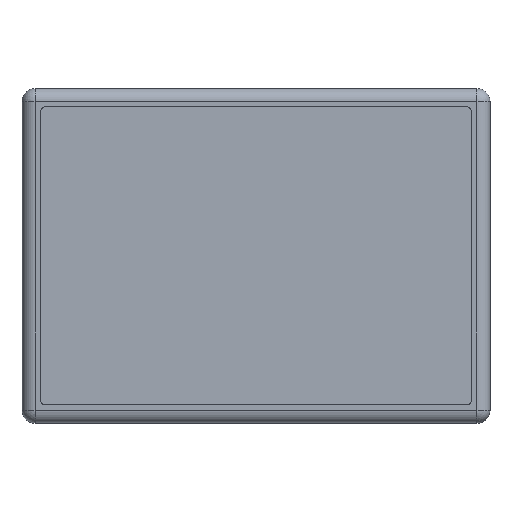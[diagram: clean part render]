
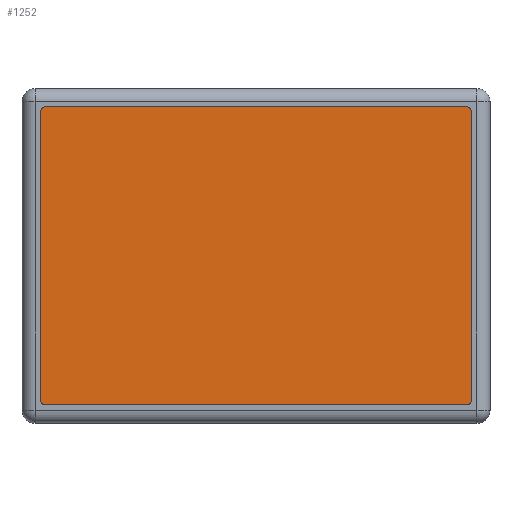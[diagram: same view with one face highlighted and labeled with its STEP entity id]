
A CAD part, top view. The second image highlights one B-rep face of the part: STEP entity #1252.
In plain terms, the highlighted planar face has unit normal (0, 0, 1).
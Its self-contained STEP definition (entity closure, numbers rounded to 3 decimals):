
#986=CARTESIAN_POINT('',(40.25,28.5,25.5));
#987=VERTEX_POINT('',#986);
#988=CARTESIAN_POINT('',(-40.25,28.5,25.5));
#989=VERTEX_POINT('',#988);
#990=CARTESIAN_POINT('',(40.25,28.5,25.5));
#991=DIRECTION('',(-1.0,0.0,0.0));
#992=VECTOR('',#991,80.5);
#993=LINE('',#990,#992);
#994=EDGE_CURVE('',#987,#989,#993,.T.);
#1026=CARTESIAN_POINT('',(-41.25,27.5,25.5));
#1027=VERTEX_POINT('',#1026);
#1028=CARTESIAN_POINT('',(-40.25,27.5,25.5));
#1029=DIRECTION('',(0.0,0.0,1.0));
#1030=DIRECTION('',(0.0,1.0,0.0));
#1031=AXIS2_PLACEMENT_3D('',#1028,#1029,#1030);
#1032=CIRCLE('',#1031,1.0);
#1033=EDGE_CURVE('',#989,#1027,#1032,.T.);
#1059=CARTESIAN_POINT('',(-41.25,-27.5,25.5));
#1060=VERTEX_POINT('',#1059);
#1061=CARTESIAN_POINT('',(-41.25,27.5,25.5));
#1062=DIRECTION('',(0.0,-1.0,0.0));
#1063=VECTOR('',#1062,55.);
#1064=LINE('',#1061,#1063);
#1065=EDGE_CURVE('',#1027,#1060,#1064,.T.);
#1090=CARTESIAN_POINT('',(-40.25,-28.5,25.5));
#1091=VERTEX_POINT('',#1090);
#1092=CARTESIAN_POINT('',(-40.25,-27.5,25.5));
#1093=DIRECTION('',(0.0,0.0,1.0));
#1094=DIRECTION('',(-1.0,0.0,0.0));
#1095=AXIS2_PLACEMENT_3D('',#1092,#1093,#1094);
#1096=CIRCLE('',#1095,1.);
#1097=EDGE_CURVE('',#1060,#1091,#1096,.T.);
#1123=CARTESIAN_POINT('',(40.25,-28.5,25.5));
#1124=VERTEX_POINT('',#1123);
#1125=CARTESIAN_POINT('',(-40.25,-28.5,25.5));
#1126=DIRECTION('',(1.0,0.0,0.0));
#1127=VECTOR('',#1126,80.5);
#1128=LINE('',#1125,#1127);
#1129=EDGE_CURVE('',#1091,#1124,#1128,.T.);
#1154=CARTESIAN_POINT('',(41.25,-27.5,25.5));
#1155=VERTEX_POINT('',#1154);
#1156=CARTESIAN_POINT('',(40.25,-27.5,25.5));
#1157=DIRECTION('',(0.0,0.0,1.0));
#1158=DIRECTION('',(0.0,-1.0,0.0));
#1159=AXIS2_PLACEMENT_3D('',#1156,#1157,#1158);
#1160=CIRCLE('',#1159,1.);
#1161=EDGE_CURVE('',#1124,#1155,#1160,.T.);
#1187=CARTESIAN_POINT('',(41.25,27.5,25.5));
#1188=VERTEX_POINT('',#1187);
#1189=CARTESIAN_POINT('',(41.25,-27.5,25.5));
#1190=DIRECTION('',(0.0,1.0,0.0));
#1191=VECTOR('',#1190,55.0);
#1192=LINE('',#1189,#1191);
#1193=EDGE_CURVE('',#1155,#1188,#1192,.T.);
#1218=CARTESIAN_POINT('',(40.25,27.5,25.5));
#1219=DIRECTION('',(0.0,0.0,1.0));
#1220=DIRECTION('',(1.0,0.0,0.0));
#1221=AXIS2_PLACEMENT_3D('',#1218,#1219,#1220);
#1222=CIRCLE('',#1221,1.);
#1223=EDGE_CURVE('',#1188,#987,#1222,.T.);
#1237=CARTESIAN_POINT('',(-9.,7.25,25.5));
#1238=DIRECTION('',(0.0,0.0,1.0));
#1239=DIRECTION('',(1.0,0.0,0.0));
#1240=AXIS2_PLACEMENT_3D('',#1237,#1238,#1239);
#1241=PLANE('',#1240);
#1242=ORIENTED_EDGE('',*,*,#1223,.T.);
#1243=ORIENTED_EDGE('',*,*,#994,.T.);
#1244=ORIENTED_EDGE('',*,*,#1033,.T.);
#1245=ORIENTED_EDGE('',*,*,#1065,.T.);
#1246=ORIENTED_EDGE('',*,*,#1097,.T.);
#1247=ORIENTED_EDGE('',*,*,#1129,.T.);
#1248=ORIENTED_EDGE('',*,*,#1161,.T.);
#1249=ORIENTED_EDGE('',*,*,#1193,.T.);
#1250=EDGE_LOOP('',(#1242,#1243,#1244,#1245,#1246,#1247,#1248,#1249));
#1251=FACE_OUTER_BOUND('',#1250,.T.);
#1252=ADVANCED_FACE('',(#1251),#1241,.T.);
